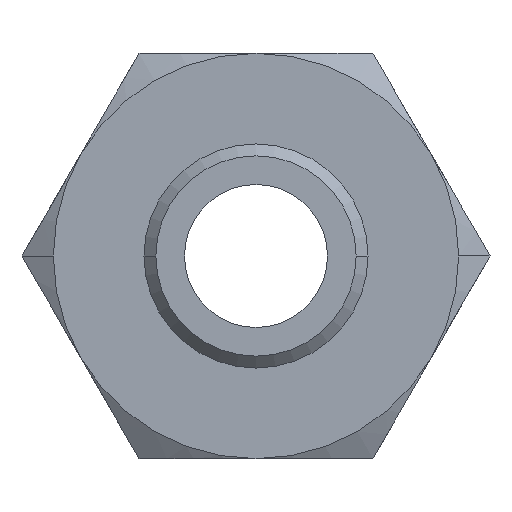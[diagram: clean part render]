
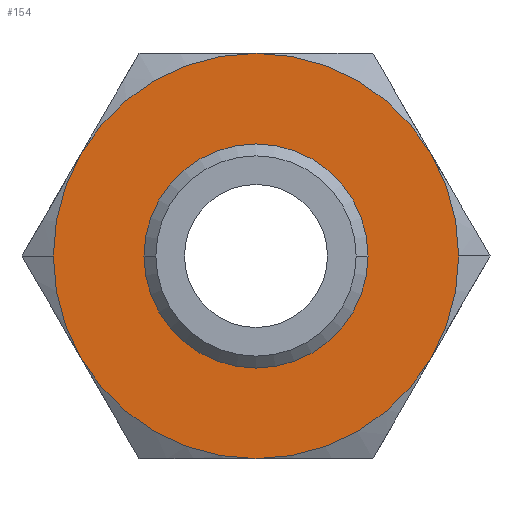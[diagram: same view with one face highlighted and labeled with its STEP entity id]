
A CAD part, front view. The second image highlights one B-rep face of the part: STEP entity #154.
In plain terms, the highlighted planar face has unit normal (0, -1, 0).
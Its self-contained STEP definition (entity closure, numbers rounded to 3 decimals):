
#154=ADVANCED_FACE('',(#311,#312),#313,.T.);
#311=FACE_OUTER_BOUND('',#466,.T.);
#312=FACE_BOUND('',#467,.T.);
#313=PLANE('',#468);
#466=EDGE_LOOP('',(#817,#818,#819,#820,#821,#822,#823,#824));
#467=EDGE_LOOP('',(#825,#826));
#468=AXIS2_PLACEMENT_3D('',#827,#828,#829);
#817=ORIENTED_EDGE('',*,*,#895,.F.);
#818=ORIENTED_EDGE('',*,*,#982,.F.);
#819=ORIENTED_EDGE('',*,*,#911,.F.);
#820=ORIENTED_EDGE('',*,*,#961,.F.);
#821=ORIENTED_EDGE('',*,*,#903,.F.);
#822=ORIENTED_EDGE('',*,*,#1008,.F.);
#823=ORIENTED_EDGE('',*,*,#954,.F.);
#824=ORIENTED_EDGE('',*,*,#977,.F.);
#825=ORIENTED_EDGE('',*,*,#971,.F.);
#826=ORIENTED_EDGE('',*,*,#985,.F.);
#827=CARTESIAN_POINT('',(4.25,10.5,0.0));
#828=DIRECTION('',(-0.0,-1.0,-0.0));
#829=DIRECTION('',(-1.0,0.0,0.0));
#895=EDGE_CURVE('',#1051,#1048,#1053,.T.);
#903=EDGE_CURVE('',#1064,#1062,#1066,.T.);
#911=EDGE_CURVE('',#1078,#1080,#1081,.T.);
#954=EDGE_CURVE('',#1146,#1143,#1148,.T.);
#961=EDGE_CURVE('',#1062,#1078,#1155,.T.);
#971=EDGE_CURVE('',#1169,#1165,#1171,.T.);
#977=EDGE_CURVE('',#1048,#1146,#1178,.T.);
#982=EDGE_CURVE('',#1080,#1051,#1183,.T.);
#985=EDGE_CURVE('',#1165,#1169,#1186,.T.);
#1008=EDGE_CURVE('',#1143,#1064,#1212,.T.);
#1048=VERTEX_POINT('',#1276);
#1051=VERTEX_POINT('',#1280);
#1053=CIRCLE('',#1293,8.5);
#1062=VERTEX_POINT('',#1314);
#1064=VERTEX_POINT('',#1317);
#1066=CIRCLE('',#1330,8.5);
#1078=VERTEX_POINT('',#1344);
#1080=VERTEX_POINT('',#1357);
#1081=CIRCLE('',#1358,8.5);
#1143=VERTEX_POINT('',#1507);
#1146=VERTEX_POINT('',#1521);
#1148=CIRCLE('',#1534,8.5);
#1155=CIRCLE('',#1541,8.5);
#1165=VERTEX_POINT('',#1574);
#1169=VERTEX_POINT('',#1579);
#1171=CIRCLE('',#1582,4.7);
#1178=CIRCLE('',#1602,8.5);
#1183=CIRCLE('',#1618,8.5);
#1186=CIRCLE('',#1632,4.7);
#1212=CIRCLE('',#1709,8.5);
#1276=CARTESIAN_POINT('',(8.5,10.5,0.));
#1280=CARTESIAN_POINT('',(7.361,10.5,4.25));
#1293=AXIS2_PLACEMENT_3D('',#1750,#1751,#1752);
#1314=CARTESIAN_POINT('',(-8.5,10.5,0.));
#1317=CARTESIAN_POINT('',(-7.361,10.5,-4.25));
#1330=AXIS2_PLACEMENT_3D('',#1758,#1759,#1760);
#1344=CARTESIAN_POINT('',(-7.361,10.5,4.25));
#1357=CARTESIAN_POINT('',(0.,10.5,8.5));
#1358=AXIS2_PLACEMENT_3D('',#1769,#1770,#1771);
#1507=CARTESIAN_POINT('',(0.0,10.5,-8.5));
#1521=CARTESIAN_POINT('',(7.361,10.5,-4.25));
#1534=AXIS2_PLACEMENT_3D('',#1821,#1822,#1823);
#1541=AXIS2_PLACEMENT_3D('',#1833,#1834,#1835);
#1574=CARTESIAN_POINT('',(4.7,10.5,0.));
#1579=CARTESIAN_POINT('',(-4.7,10.5,0.));
#1582=AXIS2_PLACEMENT_3D('',#1845,#1846,#1847);
#1602=AXIS2_PLACEMENT_3D('',#1850,#1851,#1852);
#1618=AXIS2_PLACEMENT_3D('',#1856,#1857,#1858);
#1632=AXIS2_PLACEMENT_3D('',#1859,#1860,#1861);
#1709=AXIS2_PLACEMENT_3D('',#1881,#1882,#1883);
#1750=CARTESIAN_POINT('',(0.0,10.5,0.0));
#1751=DIRECTION('',(-0.0,1.0,0.0));
#1752=DIRECTION('',(1.0,0.0,0.0));
#1758=CARTESIAN_POINT('',(0.0,10.5,0.0));
#1759=DIRECTION('',(-0.0,1.0,0.0));
#1760=DIRECTION('',(1.0,0.0,0.0));
#1769=CARTESIAN_POINT('',(0.0,10.5,0.0));
#1770=DIRECTION('',(-0.0,1.0,0.0));
#1771=DIRECTION('',(1.0,0.0,0.0));
#1821=CARTESIAN_POINT('',(0.0,10.5,0.0));
#1822=DIRECTION('',(-0.0,1.0,0.0));
#1823=DIRECTION('',(1.0,0.0,0.0));
#1833=CARTESIAN_POINT('',(0.0,10.5,0.0));
#1834=DIRECTION('',(-0.0,1.0,0.0));
#1835=DIRECTION('',(1.0,0.0,0.0));
#1845=CARTESIAN_POINT('',(0.0,10.5,0.0));
#1846=DIRECTION('',(0.0,-1.0,0.0));
#1847=DIRECTION('',(1.0,0.0,0.0));
#1850=CARTESIAN_POINT('',(0.0,10.5,0.0));
#1851=DIRECTION('',(-0.0,1.0,0.0));
#1852=DIRECTION('',(1.0,0.0,0.0));
#1856=CARTESIAN_POINT('',(0.0,10.5,0.0));
#1857=DIRECTION('',(-0.0,1.0,0.0));
#1858=DIRECTION('',(1.0,0.0,0.0));
#1859=CARTESIAN_POINT('',(0.0,10.5,0.0));
#1860=DIRECTION('',(0.0,-1.0,0.0));
#1861=DIRECTION('',(1.0,0.0,0.0));
#1881=CARTESIAN_POINT('',(0.0,10.5,0.0));
#1882=DIRECTION('',(-0.0,1.0,0.0));
#1883=DIRECTION('',(1.0,0.0,0.0));
